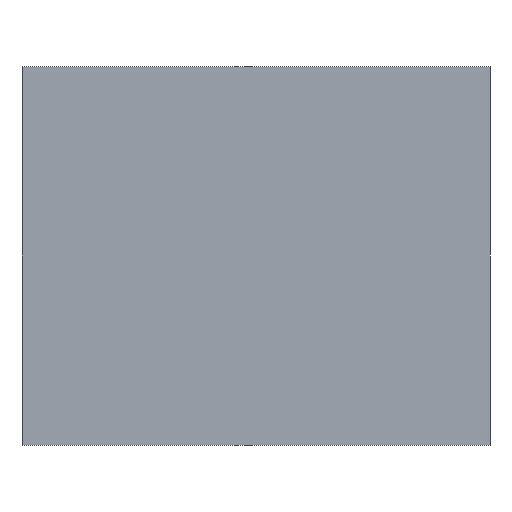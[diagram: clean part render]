
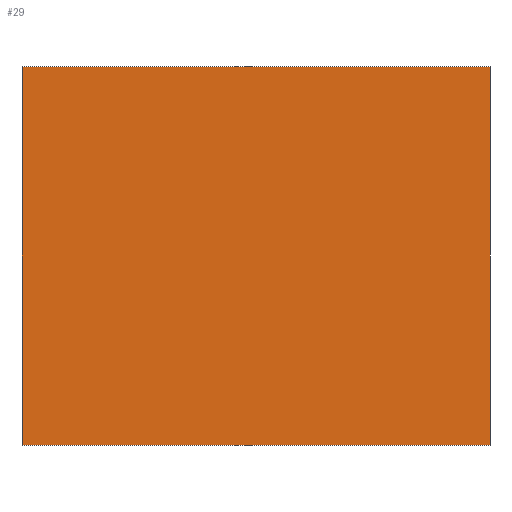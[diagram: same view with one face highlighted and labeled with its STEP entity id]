
A CAD part, left-side view. The second image highlights one B-rep face of the part: STEP entity #29.
In plain terms, the highlighted planar face has unit normal (-1, 0, 0).
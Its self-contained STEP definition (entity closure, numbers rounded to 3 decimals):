
#29=ADVANCED_FACE($,(#45),#211,.T.);
#45=FACE_OUTER_BOUND($,#61,.T.);
#61=EDGE_LOOP($,(#88,#89,#90,#91));
#88=ORIENTED_EDGE($,*,*,#151,.T.);
#89=ORIENTED_EDGE($,*,*,#156,.T.);
#90=ORIENTED_EDGE($,*,*,#155,.F.);
#91=ORIENTED_EDGE($,*,*,#159,.F.);
#151=EDGE_CURVE($,#187,#184,#227,.T.);
#155=EDGE_CURVE($,#191,#188,#231,.T.);
#156=EDGE_CURVE($,#184,#188,#232,.T.);
#159=EDGE_CURVE($,#187,#191,#235,.T.);
#184=VERTEX_POINT($,#422);
#187=VERTEX_POINT($,#425);
#188=VERTEX_POINT($,#426);
#191=VERTEX_POINT($,#429);
#211=PLANE($,#283);
#227=B_SPLINE_CURVE_WITH_KNOTS($,1,(#324,#325),.UNSPECIFIED.,.F.,.F.,(2,
2),(0.,27.43),.UNSPECIFIED.);
#231=B_SPLINE_CURVE_WITH_KNOTS($,1,(#332,#333),.UNSPECIFIED.,.F.,.F.,(2,
2),(0.,27.43),.UNSPECIFIED.);
#232=B_SPLINE_CURVE_WITH_KNOTS($,1,(#334,#335),.UNSPECIFIED.,.F.,.F.,(2,
2),(0.,33.91),.UNSPECIFIED.);
#235=B_SPLINE_CURVE_WITH_KNOTS($,1,(#340,#341),.UNSPECIFIED.,.F.,.F.,(2,
2),(0.,33.91),.UNSPECIFIED.);
#283=AXIS2_PLACEMENT_3D($,#409,#302,$);
#302=DIRECTION($,(-1.,0.,0.));
#324=CARTESIAN_POINT($,(-8.675,23.22,27.43));
#325=CARTESIAN_POINT($,(-8.675,23.22,0.));
#332=CARTESIAN_POINT($,(-8.675,-10.69,27.43));
#333=CARTESIAN_POINT($,(-8.675,-10.69,0.));
#334=CARTESIAN_POINT($,(-8.675,23.22,0.));
#335=CARTESIAN_POINT($,(-8.675,-10.69,0.));
#340=CARTESIAN_POINT($,(-8.675,23.22,27.43));
#341=CARTESIAN_POINT($,(-8.675,-10.69,27.43));
#409=CARTESIAN_POINT($,(-8.675,23.22,27.43));
#422=CARTESIAN_POINT($,(-8.675,23.22,0.));
#425=CARTESIAN_POINT($,(-8.675,23.22,27.43));
#426=CARTESIAN_POINT($,(-8.675,-10.69,0.));
#429=CARTESIAN_POINT($,(-8.675,-10.69,27.43));
